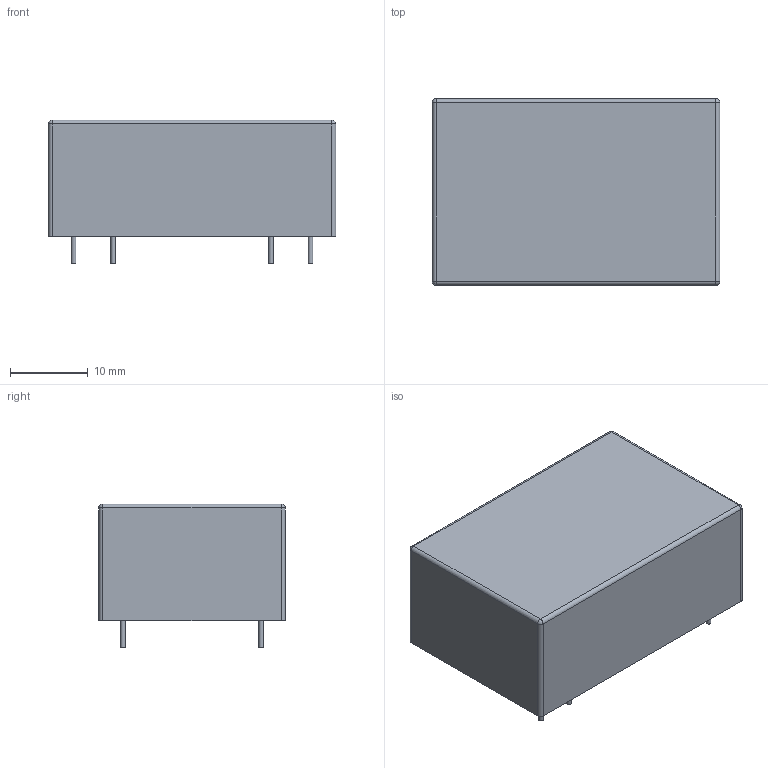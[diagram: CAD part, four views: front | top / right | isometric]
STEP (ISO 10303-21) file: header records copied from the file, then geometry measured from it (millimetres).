
FILE_DESCRIPTION(('FreeCAD Model'),'2;1');
FILE_NAME('IRM-03.step', '2018-05-15T14:15:54',('Author'),(''), 'Open CASCADE STEP processor 7.2','FreeCAD','Unknown');
FILE_SCHEMA(('AUTOMOTIVE_DESIGN { 1 0 10303 214 1 1 1 1 }'));
Length unit declared in the file: millimetre
Products named in the file (1): Clone
Bounding box: 37 x 24 x 18.5 mm (x, y, z)
Volume: 13315.3 mm3; surface area: 3599.6 mm2
Topology: 1 solids, 1 shells, 28 faces, 55 edges, 30 vertices
Faces by surface type: cylinder 13, plane 11, sphere 4
Full cylindrical faces by diameter (mm): 0.6 x5
Entity records: 1560 total; most frequent: DIRECTION 236, CARTESIAN_POINT 218, LINE 113, VECTOR 113, ORIENTED_EDGE 102, PCURVE 102, DEFINITIONAL_REPRESENTATION 102, AXIS2_PLACEMENT_3D 55
